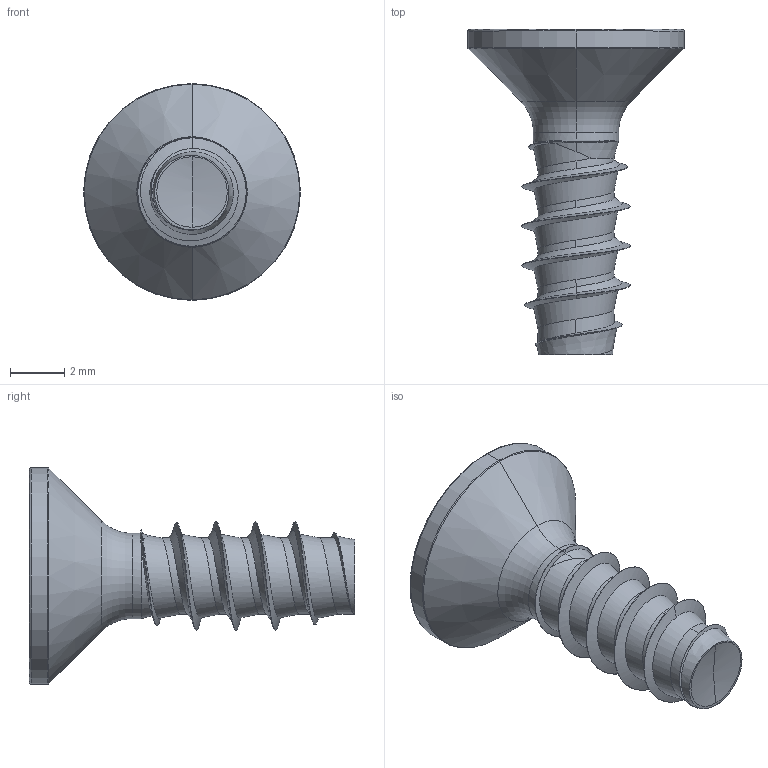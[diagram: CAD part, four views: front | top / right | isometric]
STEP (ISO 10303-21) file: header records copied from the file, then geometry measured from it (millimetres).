
FILE_DESCRIPTION (( 'STEP AP203' ), '1' );
FILE_NAME ('STP410400120.STEP', '2017-08-16T13:52:48', ( '' ), ( '' ), 'SwSTEP 2.0', 'SolidWorks 2015', '' );
FILE_SCHEMA (( 'CONFIG_CONTROL_DESIGN' ));
Length unit declared in the file: millimetre
Products named in the file (1): STP410400120
Bounding box: 8 x 12 x 8 mm (x, y, z)
Volume: 146.5 mm3; surface area: 272.3 mm2
Topology: 1 solids, 1 shells, 93 faces, 227 edges, 136 vertices
Faces by surface type: cylinder 35, bspline 35, cone 13, torus 6, sphere 2, plane 2
Entity records: 12584 total; most frequent: CARTESIAN_POINT 10669, ORIENTED_EDGE 450, DIRECTION 288, EDGE_CURVE 225, VERTEX_POINT 136, AXIS2_PLACEMENT_3D 118, B_SPLINE_CURVE_WITH_KNOTS 103, EDGE_LOOP 95
